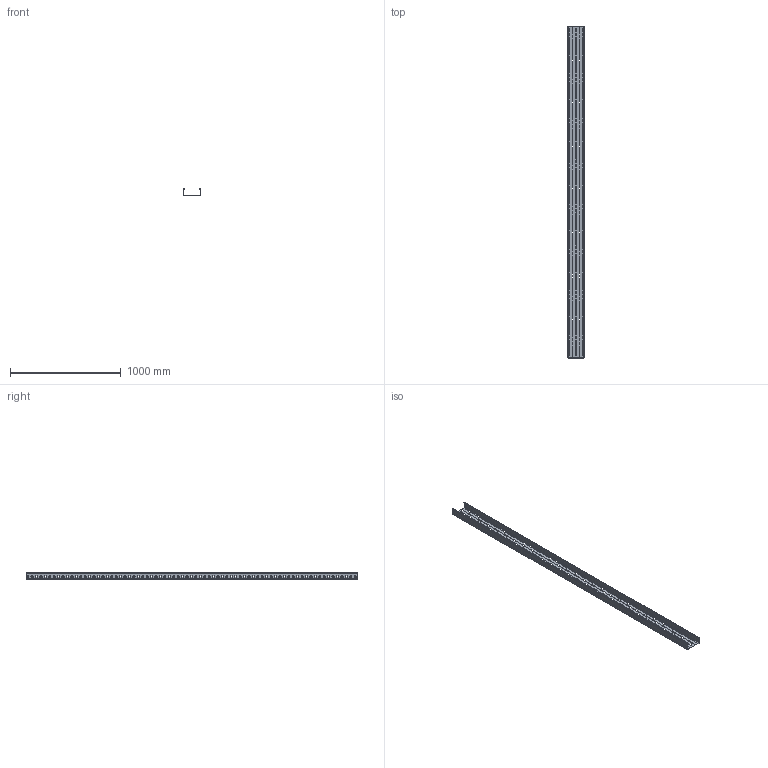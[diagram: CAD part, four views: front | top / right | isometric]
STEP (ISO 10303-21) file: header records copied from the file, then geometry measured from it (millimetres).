
FILE_DESCRIPTION(/* description */ (''),/* implementation_level */ '2;1');
FILE_NAME(/* name */ 'KCP_KCOP150H60_3.stp',/* time_stamp */ '2020-03-24T11:54:55+01:00',/* author */ ('stanislaw.luczak'),/* organization */ (''),/* preprocessor_version */ 'ST-DEVELOPER v18',/* originating_system */ 'Autodesk Inventor 2020',/* authorisation */ '');
FILE_SCHEMA (('AUTOMOTIVE_DESIGN { 1 0 10303 214 3 1 1 }'));
Products named in the file (1): KCP_KCOP150H60_3
Bounding box: 150.41 x 3000 x 59.97 mm (x, y, z)
Volume: 1108321.9 mm3; surface area: 1549297.7 mm2
Topology: 1 solids, 1 shells, 2982 faces, 8924 edges, 5944 vertices
Faces by surface type: plane 1498, cylinder 1484
Entity records: 104037 total; most frequent: DIRECTION 17858, CARTESIAN_POINT 17851, ORIENTED_EDGE 17848, EDGE_CURVE 8924, LINE 5956, VECTOR 5956, AXIS2_PLACEMENT_3D 5951, VERTEX_POINT 5944
